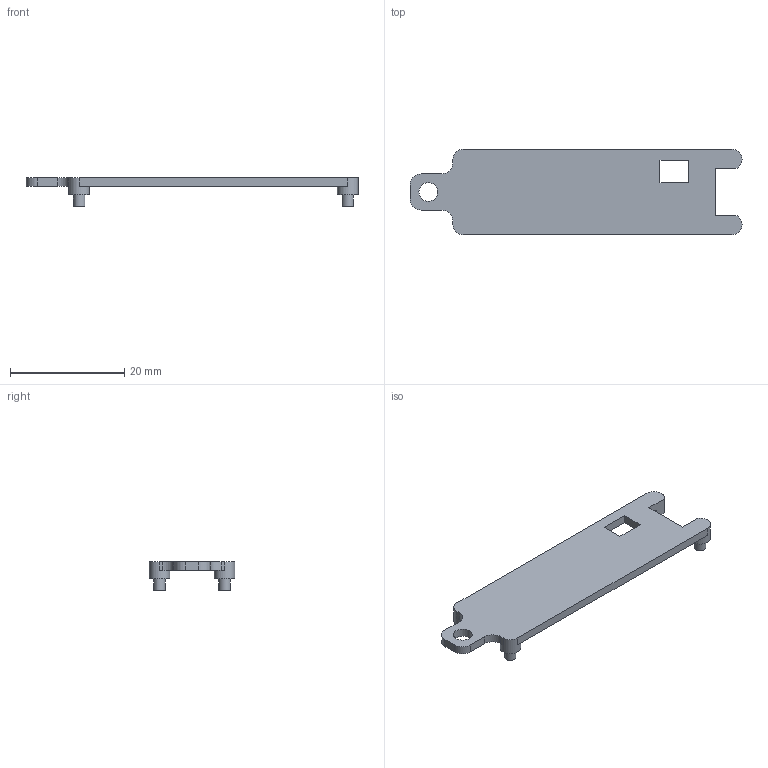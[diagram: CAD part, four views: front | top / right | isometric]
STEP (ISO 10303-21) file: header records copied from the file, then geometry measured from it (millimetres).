
FILE_DESCRIPTION(/* description */ (''),/* implementation_level */ '2;1');
FILE_NAME(/* name */ 'Pegs.step',/* time_stamp */ '2023-01-29T12:33:36-05:00',/* author */ (''),/* organization */ (''),/* preprocessor_version */ 'ST-DEVELOPER v19',/* originating_system */ 'Autodesk Translation Framework v11.7.0.108',/* authorisation */ '');
FILE_SCHEMA (('AUTOMOTIVE_DESIGN { 1 0 10303 214 3 1 1 }'));
Length unit declared in the file: millimetre
Products named in the file (1): Pegs
Bounding box: 58.11 x 15 x 5 mm (x, y, z)
Volume: 1189.8 mm3; surface area: 1854.7 mm2
Topology: 1 solids, 1 shells, 37 faces, 93 edges, 62 vertices
Faces by surface type: plane 24, cylinder 13
Full cylindrical faces by diameter (mm): 2 x4, 3.302 x1, 3.6 x2
Entity records: 1160 total; most frequent: DIRECTION 201, CARTESIAN_POINT 193, ORIENTED_EDGE 186, EDGE_CURVE 93, AXIS2_PLACEMENT_3D 70, VERTEX_POINT 62, LINE 61, VECTOR 61
